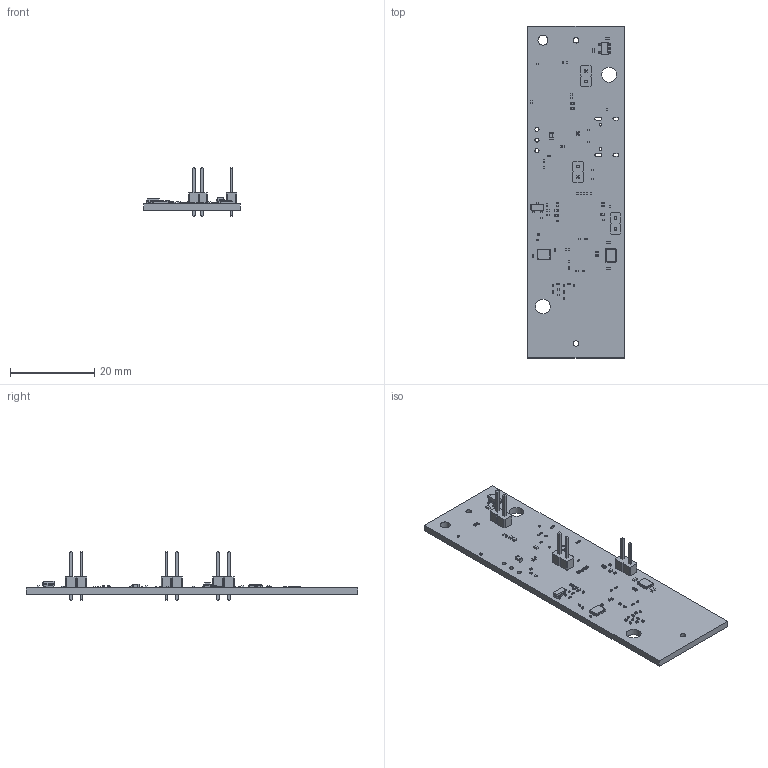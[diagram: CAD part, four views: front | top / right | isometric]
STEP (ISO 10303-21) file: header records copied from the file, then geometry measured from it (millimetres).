
FILE_DESCRIPTION(('KiCad electronic assembly'),'2;1');
FILE_NAME('Frackstock.step','2023-04-27T00:34:08',('Pcbnew'),('Kicad'), 'Open CASCADE STEP processor 7.6','KiCad to STEP converter','Unknown' );
FILE_SCHEMA(('AUTOMOTIVE_DESIGN { 1 0 10303 214 1 1 1 1 }'));
Length unit declared in the file: millimetre
Products named in the file (22): Frackstock 1; LED_0402_1005Metric; SOLID; C_0201_0603Metric; R_0201_0603Metric; L_0201_0603Metric; PinHeader_1x02_P2.54mm_Vertical; SOT-23; Crystal_SMD_3225-4Pin_3.2x2.5mm; C_0402_1005Metric; L_0603_1608Metric; SOT-23-5; Frackstock PCB
Assembly tree (84 placements, depth 3):
  Frackstock 1
    LED_0402_1005Metric  x5
      SOLID
    C_0201_0603Metric  x30
      SOLID
    R_0201_0603Metric  x20
      SOLID
    L_0201_0603Metric  x4
      SOLID
    PinHeader_1x02_P2.54mm_Vertical  x3
      SOLID
    SOT-23
      SOLID
    Crystal_SMD_3225-4Pin_3.2x2.5mm  x2
      SOLID
    C_0402_1005Metric  x6
      SOLID
    L_0603_1608Metric
      SOLID
    SOT-23-5
      SOLID
    Frackstock PCB
Bounding box: 23.05 x 79.04 x 11.54 mm (x, y, z)
Volume: 2963 mm3; surface area: 4521.2 mm2
Topology: 74 solids, 74 shells, 2417 faces, 6244 edges, 4078 vertices
Faces by surface type: plane 1597, cylinder 764, bspline 56
Full cylindrical faces by diameter (mm): 0.6 x2, 0.965 x3, 1 x6, 1.32 x2, 2.39 x1, 3.55 x2
Entity records: 39851 total; most frequent: CARTESIAN_POINT 7098, DIRECTION 5417, LINE 3637, VECTOR 3637, ORIENTED_EDGE 2880, PCURVE 2880, DEFINITIONAL_REPRESENTATION 2880, EDGE_CURVE 1440
